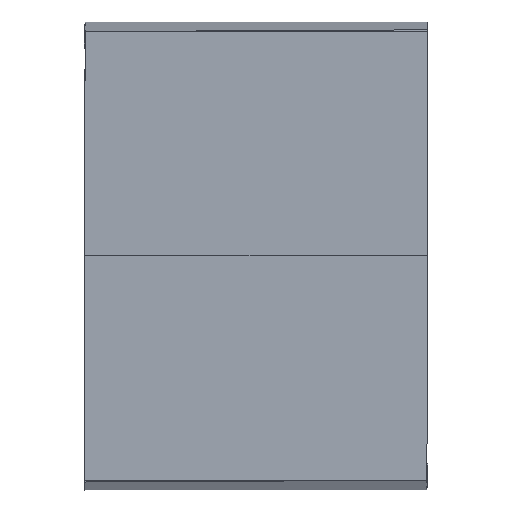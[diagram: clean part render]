
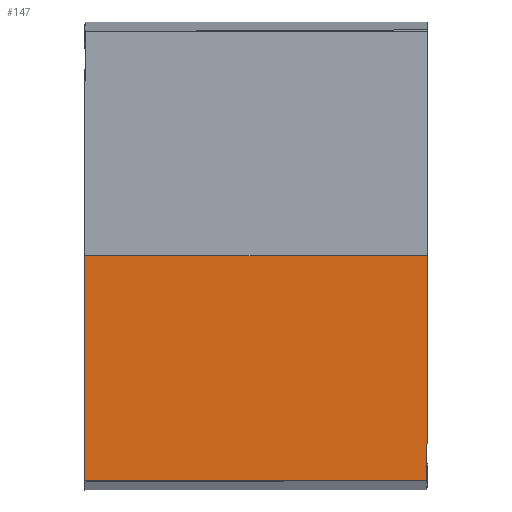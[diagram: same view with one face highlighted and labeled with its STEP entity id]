
A CAD part, top view. The second image highlights one B-rep face of the part: STEP entity #147.
In plain terms, the highlighted planar face has unit normal (0, 0, 1).
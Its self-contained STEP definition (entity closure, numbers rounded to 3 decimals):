
#106 = CARTESIAN_POINT ( 'NONE',  ( 0., 0., 366.909 ) ) ;
#127 = LINE ( 'NONE', #1478, #2175 ) ;
#136 = CARTESIAN_POINT ( 'NONE',  ( 0., 0., 366.909 ) ) ;
#147 = ADVANCED_FACE ( 'NONE', ( #399 ), #1507, .F. ) ;
#151 = VECTOR ( 'NONE', #1133, 1000. ) ;
#162 = ORIENTED_EDGE ( 'NONE', *, *, #1402, .T. ) ;
#343 = ORIENTED_EDGE ( 'NONE', *, *, #502, .T. ) ;
#352 = VERTEX_POINT ( 'NONE', #354 ) ;
#354 = CARTESIAN_POINT ( 'NONE',  ( 1332.142, 0., 366.909 ) ) ;
#356 = CARTESIAN_POINT ( 'NONE',  ( 1331.871, -260.636, 366.909 ) ) ;
#390 = CARTESIAN_POINT ( 'NONE',  ( 1532.163, 0., 366.909 ) ) ;
#399 = FACE_OUTER_BOUND ( 'NONE', #1594, .T. ) ;
#435 = CARTESIAN_POINT ( 'NONE',  ( 1332.442, 285.74, 366.909 ) ) ;
#440 = LINE ( 'NONE', #543, #2167 ) ;
#479 = VERTEX_POINT ( 'NONE', #1957 ) ;
#494 = LINE ( 'NONE', #435, #587 ) ;
#497 = DIRECTION ( 'NONE',  ( 0., 0., -1. ) ) ;
#502 = EDGE_CURVE ( 'NONE', #352, #479, #494, .T. ) ;
#534 = DIRECTION ( 'NONE',  ( 0.001, 1., 0. ) ) ;
#543 = CARTESIAN_POINT ( 'NONE',  ( 1332.506, 267.591, 366.909 ) ) ;
#587 = VECTOR ( 'NONE', #1810, 1000. ) ;
#663 = DIRECTION ( 'NONE',  ( -1., 0., 0. ) ) ;
#733 = VECTOR ( 'NONE', #1641, 1000. ) ;
#753 = DIRECTION ( 'NONE',  ( -1., 0., 0. ) ) ;
#763 = VECTOR ( 'NONE', #2006, 1000. ) ;
#838 = ORIENTED_EDGE ( 'NONE', *, *, #1732, .T. ) ;
#841 = AXIS2_PLACEMENT_3D ( 'NONE', #136, #497, #663 ) ;
#901 = LINE ( 'NONE', #106, #1778 ) ;
#904 = VERTEX_POINT ( 'NONE', #1992 ) ;
#914 = ORIENTED_EDGE ( 'NONE', *, *, #2036, .F. ) ;
#1030 = LINE ( 'NONE', #1819, #763 ) ;
#1091 = VERTEX_POINT ( 'NONE', #356 ) ;
#1133 = DIRECTION ( 'NONE',  ( -0.001, -1., 0. ) ) ;
#1154 = ORIENTED_EDGE ( 'NONE', *, *, #1936, .T. ) ;
#1163 = VERTEX_POINT ( 'NONE', #1746 ) ;
#1239 = ORIENTED_EDGE ( 'NONE', *, *, #2156, .F. ) ;
#1290 = DIRECTION ( 'NONE',  ( -1., 0., 0. ) ) ;
#1402 = EDGE_CURVE ( 'NONE', #2120, #1885, #127, .T. ) ;
#1478 = CARTESIAN_POINT ( 'NONE',  ( 0., 0., 366.909 ) ) ;
#1507 = PLANE ( 'NONE',  #841 ) ;
#1570 = LINE ( 'NONE', #1629, #733 ) ;
#1594 = EDGE_LOOP ( 'NONE', ( #2216, #162, #838, #343, #1154, #914, #1239 ) ) ;
#1629 = CARTESIAN_POINT ( 'NONE',  ( 1732.508, -262.102, 366.909 ) ) ;
#1641 = DIRECTION ( 'NONE',  ( -1., 0., 0. ) ) ;
#1646 = EDGE_CURVE ( 'NONE', #2120, #904, #2011, .T. ) ;
#1732 = EDGE_CURVE ( 'NONE', #1885, #352, #901, .T. ) ;
#1746 = CARTESIAN_POINT ( 'NONE',  ( 1331.869, -262.102, 366.909 ) ) ;
#1778 = VECTOR ( 'NONE', #1290, 1000. ) ;
#1810 = DIRECTION ( 'NONE',  ( -0.001, -1., 0. ) ) ;
#1819 = CARTESIAN_POINT ( 'NONE',  ( 1332.426, -260.636, 366.909 ) ) ;
#1885 = VERTEX_POINT ( 'NONE', #390 ) ;
#1936 = EDGE_CURVE ( 'NONE', #479, #1091, #1030, .T. ) ;
#1957 = CARTESIAN_POINT ( 'NONE',  ( 1331.869, -260.636, 366.909 ) ) ;
#1992 = CARTESIAN_POINT ( 'NONE',  ( 1731.869, -262.102, 366.909 ) ) ;
#2006 = DIRECTION ( 'NONE',  ( 1., 0., 0. ) ) ;
#2011 = LINE ( 'NONE', #2174, #151 ) ;
#2036 = EDGE_CURVE ( 'NONE', #1163, #1091, #440, .T. ) ;
#2120 = VERTEX_POINT ( 'NONE', #2122 ) ;
#2122 = CARTESIAN_POINT ( 'NONE',  ( 1732.184, 0., 366.909 ) ) ;
#2156 = EDGE_CURVE ( 'NONE', #904, #1163, #1570, .T. ) ;
#2167 = VECTOR ( 'NONE', #534, 1000. ) ;
#2174 = CARTESIAN_POINT ( 'NONE',  ( 1732.528, 286.287, 366.909 ) ) ;
#2175 = VECTOR ( 'NONE', #753, 1000. ) ;
#2216 = ORIENTED_EDGE ( 'NONE', *, *, #1646, .F. ) ;
